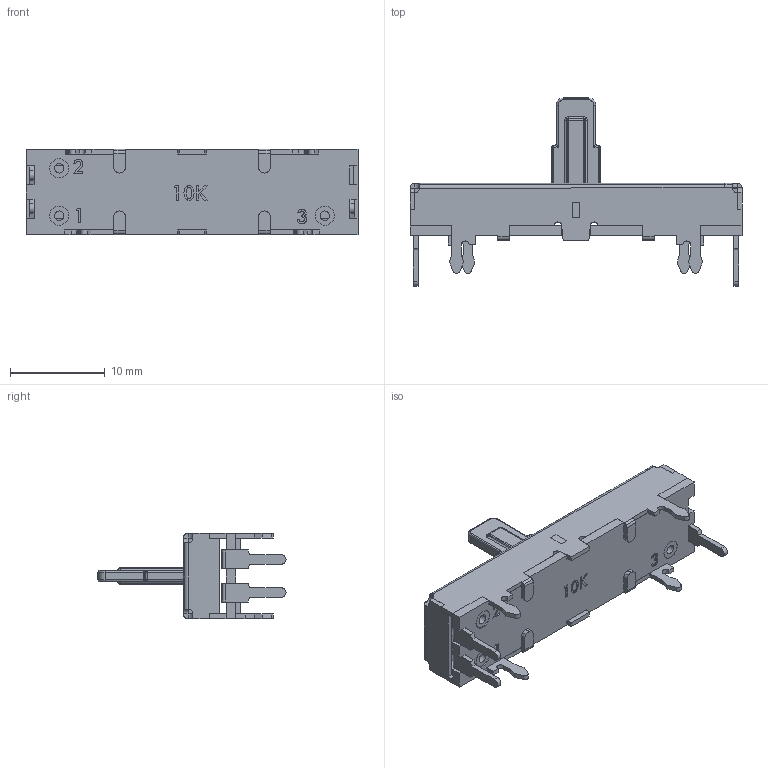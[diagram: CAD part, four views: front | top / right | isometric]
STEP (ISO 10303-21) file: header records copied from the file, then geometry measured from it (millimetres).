
FILE_DESCRIPTION(('FreeCAD Model'),'2;1');
FILE_NAME('Slide potentiometers.step','2019-07-26T17:53:22',('Author'),(''), 'Open CASCADE STEP processor 7.3','FreeCAD','Unknown');
FILE_SCHEMA(('AUTOMOTIVE_DESIGN { 1 0 10303 214 1 1 1 1 }'));
Length unit declared in the file: millimetre
Products named in the file (8): Part_76413; SOLID007; SOLID008; SOLID009; SOLID010; SOLID011; SOLID012; SOLID013
Assembly tree (7 placements, depth 2):
  Part_76413
    SOLID007
    SOLID008
    SOLID009
    SOLID010
    SOLID011
    SOLID012
    SOLID013
Bounding box: 35 x 19.82 x 9 mm (x, y, z)
Volume: 1094.4 mm3; surface area: 3077.2 mm2
Topology: 7 solids, 7 shells, 550 faces, 1492 edges, 948 vertices
Faces by surface type: plane 303, cylinder 167, extrusion 48, sphere 16, torus 12, bspline 4
Entity records: 42826 total; most frequent: CARTESIAN_POINT 9496, DIRECTION 5448, VECTOR 3576, LINE 3528, ORIENTED_EDGE 2944, PCURVE 2944, DEFINITIONAL_REPRESENTATION 2944, EDGE_CURVE 1472
